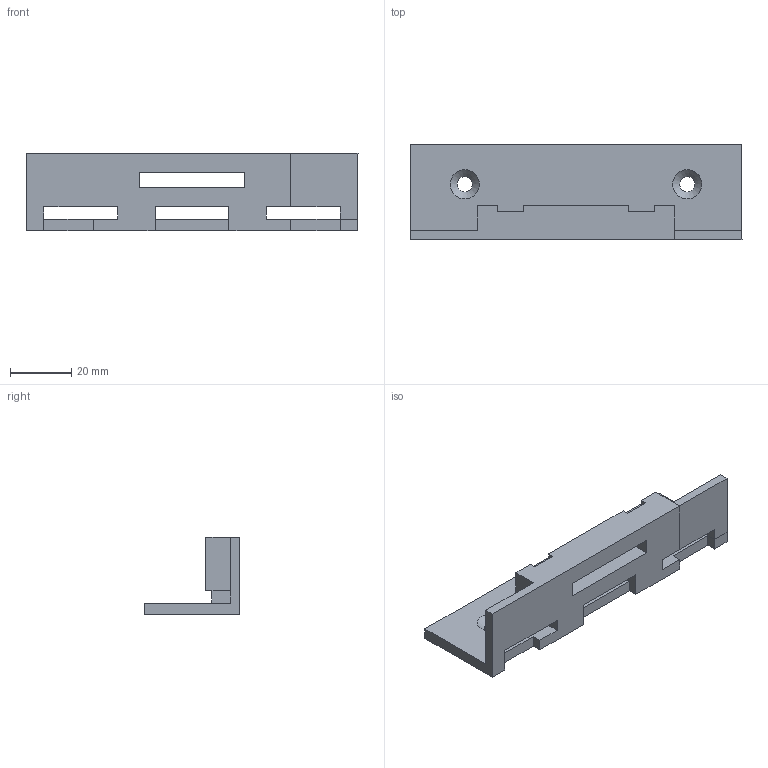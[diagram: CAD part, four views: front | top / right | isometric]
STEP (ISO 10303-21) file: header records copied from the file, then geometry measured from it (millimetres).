
FILE_DESCRIPTION(/* description */ (''),/* implementation_level */ '2;1');
FILE_NAME(/* name */ 'Mount.step',/* time_stamp */ '2018-04-02T18:11:59-04:00',/* author */ ('ee.tinkerer'),/* organization */ (''),/* preprocessor_version */ 'ST-DEVELOPER v16.13',/* originating_system */ 'Autodesk Translation Framework v6.5.0.72',/* authorisation */ '');
FILE_SCHEMA (('AUTOMOTIVE_DESIGN { 1 0 10303 214 3 1 1 }'));
Length unit declared in the file: millimetre
Products named in the file (1): Unix Time Clock
Bounding box: 108 x 31 x 25.22 mm (x, y, z)
Volume: 24926.1 mm3; surface area: 14010.6 mm2
Topology: 2 solids, 2 shells, 53 faces, 155 edges, 101 vertices
Faces by surface type: plane 49, cone 2, cylinder 2
Full cylindrical faces by diameter (mm): 5 x2
Entity records: 1771 total; most frequent: ORIENTED_EDGE 310, CARTESIAN_POINT 310, DIRECTION 269, EDGE_CURVE 155, LINE 149, VECTOR 149, VERTEX_POINT 101, AXIS2_PLACEMENT_3D 60
